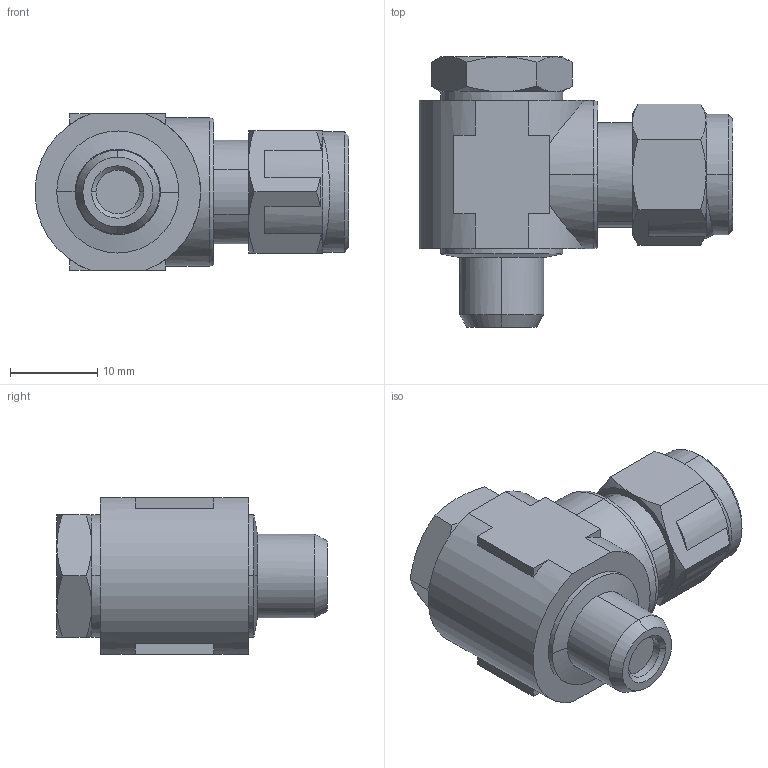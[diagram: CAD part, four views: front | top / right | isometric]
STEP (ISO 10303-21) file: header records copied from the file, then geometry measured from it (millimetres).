
FILE_DESCRIPTION (( 'STEP AP214' ), '1' );
FILE_NAME ('1055000004.step', '2013-02-25T17:18:14', ( '' ), ( '' ), 'SwSTEP 2.0', 'SolidWorks 2012', '' );
FILE_SCHEMA (( 'AUTOMOTIVE_DESIGN' ));
Length unit declared in the file: millimetre
Products named in the file (1): 1055000004
Bounding box: 35.97 x 31 x 18 mm (x, y, z)
Volume: 9137.7 mm3; surface area: 3159.8 mm2
Topology: 1 solids, 1 shells, 124 faces, 310 edges, 194 vertices
Faces by surface type: plane 49, cylinder 38, cone 35, torus 2
Entity records: 5392 total; most frequent: CARTESIAN_POINT 1022, DIRECTION 646, ORIENTED_EDGE 620, EDGE_CURVE 310, AXIS2_PLACEMENT_3D 266, VERTEX_POINT 194, CIRCLE 141, EDGE_LOOP 130
